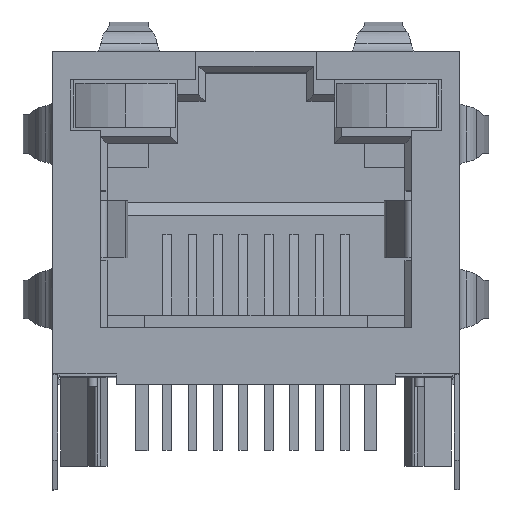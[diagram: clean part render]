
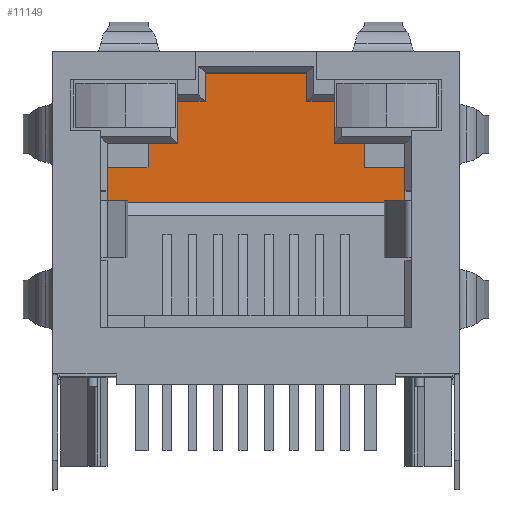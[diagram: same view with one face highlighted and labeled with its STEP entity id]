
A CAD part, top view. The second image highlights one B-rep face of the part: STEP entity #11149.
In plain terms, the highlighted planar face has unit normal (0, 0, 1).
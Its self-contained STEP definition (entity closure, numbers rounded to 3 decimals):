
#13 = VERTEX_POINT ( 'NONE', #15292 ) ;
#17 = EDGE_CURVE ( 'NONE', #13, #10074, #15286, .T. ) ;
#52 = VERTEX_POINT ( 'NONE', #15388 ) ;
#54 = VERTEX_POINT ( 'NONE', #15387 ) ;
#62 = VERTEX_POINT ( 'NONE', #15383 ) ;
#189 = EDGE_CURVE ( 'NONE', #54, #52, #15379, .T. ) ;
#1016 = CARTESIAN_POINT ( 'NONE',  ( -4.318, 9.728, -12.192 ) ) ;
#1070 = VERTEX_POINT ( 'NONE', #15449 ) ;
#1273 = VERTEX_POINT ( 'NONE', #15443 ) ;
#1292 = EDGE_CURVE ( 'NONE', #1273, #1070, #15441, .T. ) ;
#1594 = DIRECTION ( 'NONE',  ( -1., 0., 0. ) ) ;
#1595 = VECTOR ( 'NONE', #1594, 1000. ) ;
#1596 = CARTESIAN_POINT ( 'NONE',  ( 0., 8.763, -12.192 ) ) ;
#1597 = LINE ( 'NONE', #1596, #1595 ) ;
#1598 = CARTESIAN_POINT ( 'NONE',  ( -5.956, 8.763, -12.192 ) ) ;
#1604 = DIRECTION ( 'NONE',  ( 0., -1., 0. ) ) ;
#1605 = VECTOR ( 'NONE', #1604, 1000. ) ;
#1606 = CARTESIAN_POINT ( 'NONE',  ( -4.318, 6.795, -12.192 ) ) ;
#1607 = LINE ( 'NONE', #1606, #1605 ) ;
#1644 = CARTESIAN_POINT ( 'NONE',  ( -4.318, 8.763, -12.192 ) ) ;
#1805 = DIRECTION ( 'NONE',  ( 0., -1., 0. ) ) ;
#1806 = VECTOR ( 'NONE', #1805, 1000. ) ;
#1807 = CARTESIAN_POINT ( 'NONE',  ( -3.15, 6.795, -12.192 ) ) ;
#1808 = LINE ( 'NONE', #1807, #1806 ) ;
#1809 = CARTESIAN_POINT ( 'NONE',  ( -3.15, 9.728, -12.192 ) ) ;
#1829 = LINE ( 'NONE', #1885, #1884 ) ;
#1879 = DIRECTION ( 'NONE',  ( -1., 0., 0. ) ) ;
#1880 = VECTOR ( 'NONE', #1879, 1000. ) ;
#1881 = CARTESIAN_POINT ( 'NONE',  ( 5.956, 9.728, -12.192 ) ) ;
#1882 = LINE ( 'NONE', #1881, #1880 ) ;
#1883 = DIRECTION ( 'NONE',  ( 0., 1., 0. ) ) ;
#1884 = VECTOR ( 'NONE', #1883, 1000. ) ;
#1885 = CARTESIAN_POINT ( 'NONE',  ( 5.956, 7.823, -12.192 ) ) ;
#1899 = FACE_OUTER_BOUND ( 'NONE', #11150, .T. ) ;
#1910 = CARTESIAN_POINT ( 'NONE',  ( 2.032, 12.548, -12.192 ) ) ;
#1911 = DIRECTION ( 'NONE',  ( 0., 1., 0. ) ) ;
#1912 = VECTOR ( 'NONE', #1911, 1000. ) ;
#1913 = CARTESIAN_POINT ( 'NONE',  ( 2.032, 6.795, -12.192 ) ) ;
#1914 = LINE ( 'NONE', #1913, #1912 ) ;
#1942 = DIRECTION ( 'NONE',  ( 1., 0., 0. ) ) ;
#1943 = DIRECTION ( 'NONE',  ( 0., 0., 1. ) ) ;
#1944 = CARTESIAN_POINT ( 'NONE',  ( 0., 6.795, -12.192 ) ) ;
#1945 = AXIS2_PLACEMENT_3D ( 'NONE', #1944, #1943, #1942 ) ;
#1946 = PLANE ( 'NONE',  #1945 ) ;
#2038 = CARTESIAN_POINT ( 'NONE',  ( -2.032, 12.548, -12.192 ) ) ;
#2039 = DIRECTION ( 'NONE',  ( -1., 0., 0. ) ) ;
#2040 = VECTOR ( 'NONE', #2039, 1000. ) ;
#2041 = CARTESIAN_POINT ( 'NONE',  ( 2.032, 12.548, -12.192 ) ) ;
#2042 = LINE ( 'NONE', #2041, #2040 ) ;
#2090 = DIRECTION ( 'NONE',  ( 0., -1., 0. ) ) ;
#2092 = VECTOR ( 'NONE', #2090, 1000. ) ;
#2093 = CARTESIAN_POINT ( 'NONE',  ( -5.956, 9.728, -12.192 ) ) ;
#2094 = LINE ( 'NONE', #2093, #2092 ) ;
#2095 = DIRECTION ( 'NONE',  ( -1., 0., 0. ) ) ;
#2096 = VECTOR ( 'NONE', #2095, 1000. ) ;
#2097 = CARTESIAN_POINT ( 'NONE',  ( -3.15, 9.728, -12.192 ) ) ;
#2098 = LINE ( 'NONE', #2097, #2096 ) ;
#2099 = DIRECTION ( 'NONE',  ( 0., -1., 0. ) ) ;
#2100 = VECTOR ( 'NONE', #2099, 1000. ) ;
#2101 = CARTESIAN_POINT ( 'NONE',  ( -2.032, 12.548, -12.192 ) ) ;
#2102 = LINE ( 'NONE', #2101, #2100 ) ;
#3610 = VERTEX_POINT ( 'NONE', #15515 ) ;
#9423 = EDGE_CURVE ( 'NONE', #62, #3610, #15544, .T. ) ;
#10041 = VERTEX_POINT ( 'NONE', #15590 ) ;
#10046 = EDGE_CURVE ( 'NONE', #10041, #62, #15587, .T. ) ;
#10074 = VERTEX_POINT ( 'NONE', #15654 ) ;
#10221 = VERTEX_POINT ( 'NONE', #15937 ) ;
#10223 = EDGE_CURVE ( 'NONE', #10074, #10221, #15456, .T. ) ;
#10764 = VERTEX_POINT ( 'NONE', #1016 ) ;
#11050 = EDGE_CURVE ( 'NONE', #10764, #11056, #1607, .T. ) ;
#11053 = VERTEX_POINT ( 'NONE', #1598 ) ;
#11055 = EDGE_CURVE ( 'NONE', #11056, #11053, #1597, .T. ) ;
#11056 = VERTEX_POINT ( 'NONE', #1644 ) ;
#11122 = VERTEX_POINT ( 'NONE', #1809 ) ;
#11124 = EDGE_CURVE ( 'NONE', #1070, #11122, #1808, .T. ) ;
#11132 = EDGE_CURVE ( 'NONE', #52, #10041, #1829, .T. ) ;
#11133 = ORIENTED_EDGE ( 'NONE', *, *, #10046, .T. ) ;
#11134 = ORIENTED_EDGE ( 'NONE', *, *, #9423, .T. ) ;
#11135 = ORIENTED_EDGE ( 'NONE', *, *, #11136, .T. ) ;
#11136 = EDGE_CURVE ( 'NONE', #3610, #13, #1882, .T. ) ;
#11141 = EDGE_CURVE ( 'NONE', #10221, #11142, #1914, .T. ) ;
#11142 = VERTEX_POINT ( 'NONE', #1910 ) ;
#11149 = ADVANCED_FACE ( 'NONE', ( #1899 ), #1946, .T. ) ;
#11150 = EDGE_LOOP ( 'NONE', ( #11208, #11209, #11210, #11212, #11213, #11133, #11134, #11135, #11196, #11197, #11198, #11199, #11202, #11204, #11205, #11206 ) ) ;
#11196 = ORIENTED_EDGE ( 'NONE', *, *, #17, .T. ) ;
#11197 = ORIENTED_EDGE ( 'NONE', *, *, #10223, .T. ) ;
#11198 = ORIENTED_EDGE ( 'NONE', *, *, #11141, .T. ) ;
#11199 = ORIENTED_EDGE ( 'NONE', *, *, #11200, .T. ) ;
#11200 = EDGE_CURVE ( 'NONE', #11142, #11201, #2042, .T. ) ;
#11201 = VERTEX_POINT ( 'NONE', #2038 ) ;
#11202 = ORIENTED_EDGE ( 'NONE', *, *, #11203, .T. ) ;
#11203 = EDGE_CURVE ( 'NONE', #11201, #1273, #2102, .T. ) ;
#11204 = ORIENTED_EDGE ( 'NONE', *, *, #1292, .T. ) ;
#11205 = ORIENTED_EDGE ( 'NONE', *, *, #11124, .T. ) ;
#11206 = ORIENTED_EDGE ( 'NONE', *, *, #11207, .T. ) ;
#11207 = EDGE_CURVE ( 'NONE', #11122, #10764, #2098, .T. ) ;
#11208 = ORIENTED_EDGE ( 'NONE', *, *, #11050, .T. ) ;
#11209 = ORIENTED_EDGE ( 'NONE', *, *, #11055, .T. ) ;
#11210 = ORIENTED_EDGE ( 'NONE', *, *, #11211, .T. ) ;
#11211 = EDGE_CURVE ( 'NONE', #11053, #54, #2094, .T. ) ;
#11212 = ORIENTED_EDGE ( 'NONE', *, *, #189, .T. ) ;
#11213 = ORIENTED_EDGE ( 'NONE', *, *, #11132, .T. ) ;
#15283 = DIRECTION ( 'NONE',  ( 0., 1., 0. ) ) ;
#15284 = VECTOR ( 'NONE', #15283, 1000. ) ;
#15285 = CARTESIAN_POINT ( 'NONE',  ( 3.15, 6.795, -12.192 ) ) ;
#15286 = LINE ( 'NONE', #15285, #15284 ) ;
#15292 = CARTESIAN_POINT ( 'NONE',  ( 3.15, 9.728, -12.192 ) ) ;
#15376 = DIRECTION ( 'NONE',  ( 1., 0., 0. ) ) ;
#15377 = VECTOR ( 'NONE', #15376, 1000. ) ;
#15378 = CARTESIAN_POINT ( 'NONE',  ( 0., 7.366, -12.192 ) ) ;
#15379 = LINE ( 'NONE', #15378, #15377 ) ;
#15383 = CARTESIAN_POINT ( 'NONE',  ( 4.318, 8.763, -12.192 ) ) ;
#15387 = CARTESIAN_POINT ( 'NONE',  ( -5.956, 7.366, -12.192 ) ) ;
#15388 = CARTESIAN_POINT ( 'NONE',  ( 5.956, 7.366, -12.192 ) ) ;
#15438 = DIRECTION ( 'NONE',  ( -1., 0., 0. ) ) ;
#15439 = VECTOR ( 'NONE', #15438, 1000. ) ;
#15440 = CARTESIAN_POINT ( 'NONE',  ( 0., 11.405, -12.192 ) ) ;
#15441 = LINE ( 'NONE', #15440, #15439 ) ;
#15443 = CARTESIAN_POINT ( 'NONE',  ( -2.032, 11.405, -12.192 ) ) ;
#15449 = CARTESIAN_POINT ( 'NONE',  ( -3.15, 11.405, -12.192 ) ) ;
#15456 = LINE ( 'NONE', #15690, #15989 ) ;
#15515 = CARTESIAN_POINT ( 'NONE',  ( 4.318, 9.728, -12.192 ) ) ;
#15541 = DIRECTION ( 'NONE',  ( 0., 1., 0. ) ) ;
#15542 = VECTOR ( 'NONE', #15541, 1000. ) ;
#15543 = CARTESIAN_POINT ( 'NONE',  ( 4.318, 6.795, -12.192 ) ) ;
#15544 = LINE ( 'NONE', #15543, #15542 ) ;
#15584 = DIRECTION ( 'NONE',  ( -1., 0., 0. ) ) ;
#15585 = VECTOR ( 'NONE', #15584, 1000. ) ;
#15586 = CARTESIAN_POINT ( 'NONE',  ( 0., 8.763, -12.192 ) ) ;
#15587 = LINE ( 'NONE', #15586, #15585 ) ;
#15590 = CARTESIAN_POINT ( 'NONE',  ( 5.956, 8.763, -12.192 ) ) ;
#15654 = CARTESIAN_POINT ( 'NONE',  ( 3.15, 11.405, -12.192 ) ) ;
#15690 = CARTESIAN_POINT ( 'NONE',  ( 3.15, 11.405, -12.192 ) ) ;
#15937 = CARTESIAN_POINT ( 'NONE',  ( 2.032, 11.405, -12.192 ) ) ;
#15988 = DIRECTION ( 'NONE',  ( -1., 0., 0. ) ) ;
#15989 = VECTOR ( 'NONE', #15988, 1000. ) ;
